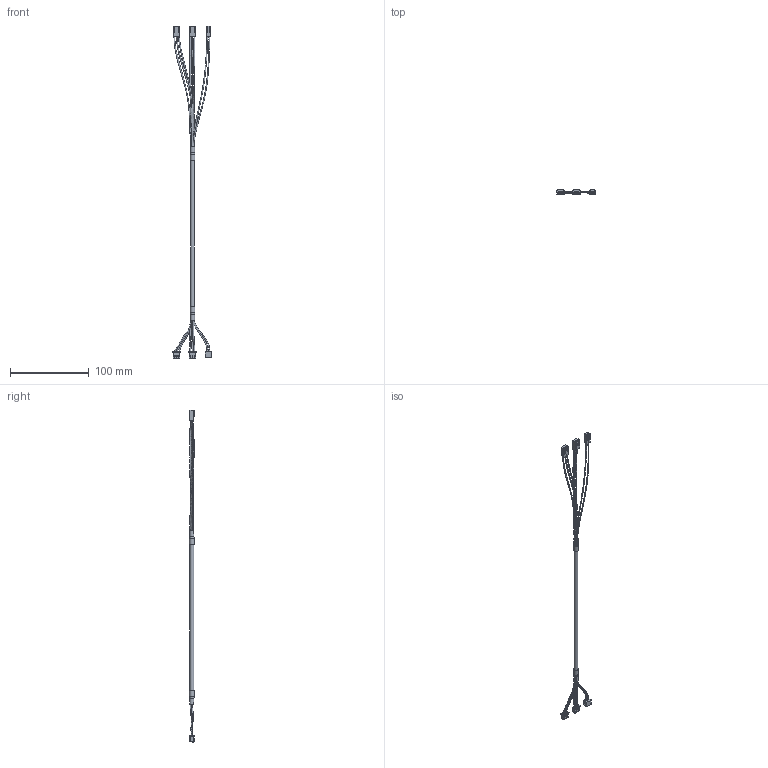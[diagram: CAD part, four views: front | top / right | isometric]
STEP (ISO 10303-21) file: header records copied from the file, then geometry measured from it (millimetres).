
FILE_DESCRIPTION (( 'STEP AP214' ), '1' );
FILE_NAME ('1145-A2A-A.STEP', '2013-05-15T14:55:10', ( '3DAssist' ), ( '' ), 'SwSTEP 2.0', 'SolidWorks 2013', '' );
FILE_SCHEMA (( 'AUTOMOTIVE_DESIGN' ));
Length unit declared in the file: millimetre
Products named in the file (6): Wire main cable; Connector Molex KK 3 way; Connector Molex KK 2 way; Connector B2B-XH-A; Connector JSP XHP-3_3 POSITION; 1145-A2A-A
Assembly tree (7 placements, depth 2):
  1145-A2A-A
    Connector JSP XHP-3_3 POSITION  x2
    Connector B2B-XH-A
    Connector Molex KK 2 way
    Connector Molex KK 3 way  x2
    Wire main cable
Bounding box: 48.63 x 6.5 x 420.62 mm (x, y, z)
Volume: 6932.3 mm3; surface area: 13502.1 mm2
Topology: 29 solids, 29 shells, 507 faces, 1335 edges, 878 vertices
Faces by surface type: plane 454, cylinder 33, bspline 16, cone 4
Full cylindrical faces by diameter (mm): 1.5 x2, 4.554 x2, 5 x3, 5.554 x2, 6 x2
Entity records: 12374 total; most frequent: CARTESIAN_POINT 2824, ORIENTED_EDGE 1658, DIRECTION 1593, EDGE_CURVE 829, LINE 751, VECTOR 751, VERTEX_POINT 560, AXIS2_PLACEMENT_3D 421
